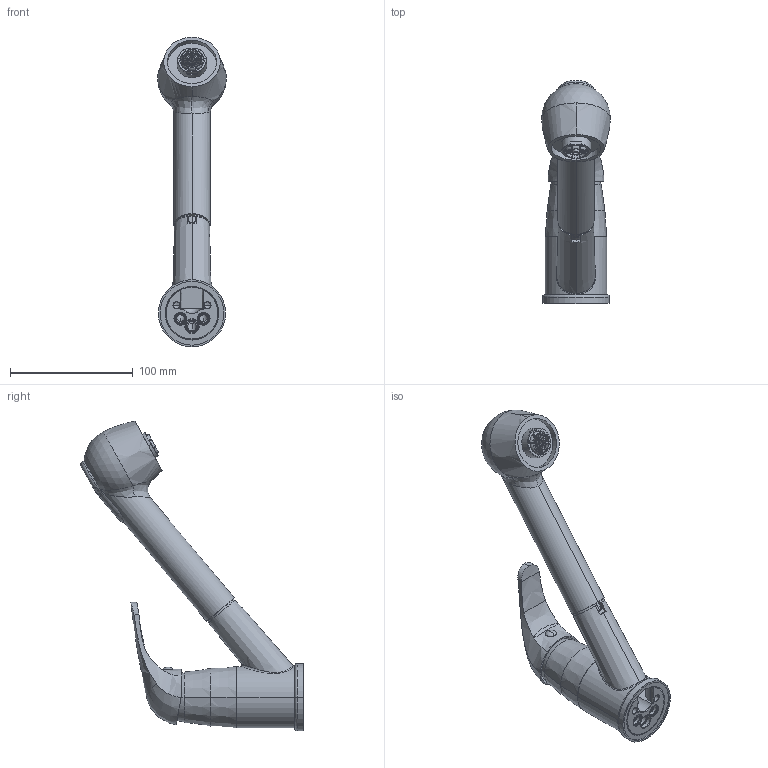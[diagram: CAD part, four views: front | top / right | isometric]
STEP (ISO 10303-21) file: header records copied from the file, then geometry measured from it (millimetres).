
FILE_DESCRIPTION((''),'2;1');
FILE_NAME('APM31183CR','2021-04-14T10:14:31',('ut3'),('PAFFONI SpA'),'CREO PARAMETRIC BY PTC INC, 2020044','CREO PARAMETRIC BY PTC INC, 2020044','');
FILE_SCHEMA(('CONFIG_CONTROL_DESIGN','SHAPE_APPEARANCE_LAYERS_GROUPS'));
Length unit declared in the file: millimetre
Products named in the file (1): APM31183CR
Bounding box: 55.77 x 181.22 x 252.15 mm (x, y, z)
Volume: 343326.2 mm3; surface area: 123214.3 mm2
Topology: 1 solids, 1 shells, 1290 faces, 3531 edges, 2246 vertices
Faces by surface type: plane 697, cylinder 324, cone 104, torus 92, bspline 63, sphere 10
Entity records: 63346 total; most frequent: CARTESIAN_POINT 21951, ORIENTED_EDGE 7022, DIRECTION 6421, EDGE_CURVE 3511, AXIS2_PLACEMENT_3D 2275, VERTEX_POINT 2244, VECTOR 1871, LINE 1871
